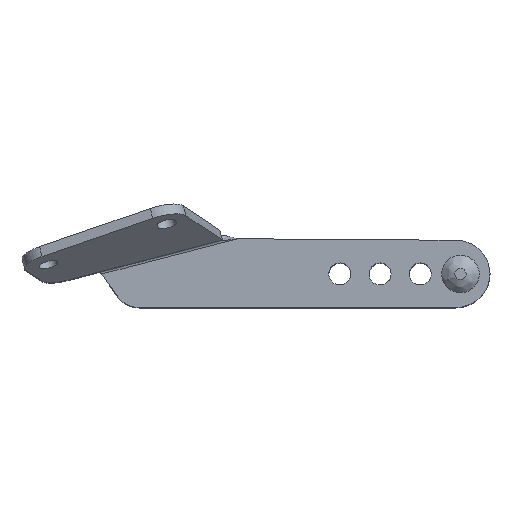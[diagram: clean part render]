
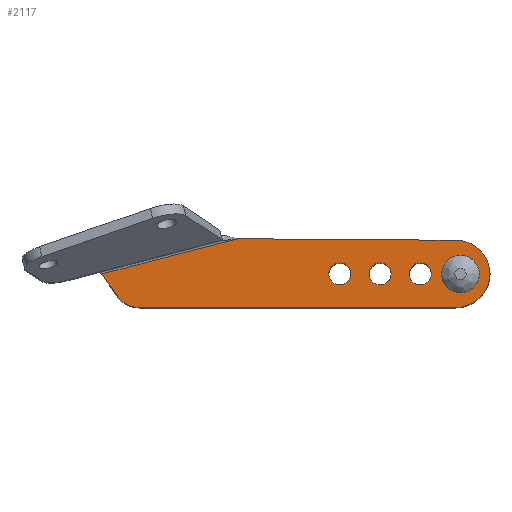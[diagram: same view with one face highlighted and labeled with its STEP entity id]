
A CAD part, top view. The second image highlights one B-rep face of the part: STEP entity #2117.
In plain terms, the highlighted free-form (B-spline) face has degree [1, 1] with [2, 2] control points.
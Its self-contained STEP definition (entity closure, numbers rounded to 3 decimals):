
#1953 = EDGE_CURVE('',#1954,#1956,#1958,.T.);
#1954 = VERTEX_POINT('',#1955);
#1955 = CARTESIAN_POINT('',(-173.606,-0.013,
    73.328));
#1956 = VERTEX_POINT('',#1957);
#1957 = CARTESIAN_POINT('',(-166.29,-10.616,
    73.328));
#1958 = B_SPLINE_CURVE_WITH_KNOTS('',1,(#1959,#1960),.UNSPECIFIED.,.F.,
  .F.,(2,2),(1.573,11.499),.PIECEWISE_BEZIER_KNOTS.);
#1959 = CARTESIAN_POINT('',(-173.606,-0.013,
    73.328));
#1960 = CARTESIAN_POINT('',(-166.29,-10.616,
    73.328));
#2117 = ADVANCED_FACE('',(#2118,#2132,#2146,#2160,#2174),#2220,.F.);
#2118 = FACE_BOUND('',#2119,.T.);
#2119 = EDGE_LOOP('',(#2120));
#2120 = ORIENTED_EDGE('',*,*,#2121,.F.);
#2121 = EDGE_CURVE('',#2122,#2122,#2124,.T.);
#2122 = VERTEX_POINT('',#2123);
#2123 = CARTESIAN_POINT('',(-56.672,-5.032,
    73.328));
#2124 = ( BOUNDED_CURVE() B_SPLINE_CURVE(2,(#2125,#2126,#2127,#2128,
#2129,#2130,#2131),.UNSPECIFIED.,.T.,.F.) B_SPLINE_CURVE_WITH_KNOTS((1,2
    ,2,2,2,1),(-2.094,0.,2.094,4.189,
6.283,8.378),.UNSPECIFIED.) CURVE() 
GEOMETRIC_REPRESENTATION_ITEM() RATIONAL_B_SPLINE_CURVE((1.,0.5,1.,0.5,
1.,0.5,1.)) REPRESENTATION_ITEM('') );
#2125 = CARTESIAN_POINT('',(-56.672,-5.032,
    73.328));
#2126 = CARTESIAN_POINT('',(-47.957,-2.034,
    73.328));
#2127 = CARTESIAN_POINT('',(-54.911,4.015,
    73.328));
#2128 = CARTESIAN_POINT('',(-61.864,10.064,
    73.328));
#2129 = CARTESIAN_POINT('',(-63.626,1.017,
    73.328));
#2130 = CARTESIAN_POINT('',(-65.388,-8.029,
    73.328));
#2131 = CARTESIAN_POINT('',(-56.672,-5.032,
    73.328));
#2132 = FACE_BOUND('',#2133,.T.);
#2133 = EDGE_LOOP('',(#2134));
#2134 = ORIENTED_EDGE('',*,*,#2135,.F.);
#2135 = EDGE_CURVE('',#2136,#2136,#2138,.T.);
#2136 = VERTEX_POINT('',#2137);
#2137 = CARTESIAN_POINT('',(1.731,-5.032,
    73.328));
#2138 = ( BOUNDED_CURVE() B_SPLINE_CURVE(2,(#2139,#2140,#2141,#2142,
#2143,#2144,#2145),.UNSPECIFIED.,.T.,.F.) B_SPLINE_CURVE_WITH_KNOTS((1,2
    ,2,2,2,1),(-2.094,0.,2.094,4.189,
6.283,8.378),.UNSPECIFIED.) CURVE() 
GEOMETRIC_REPRESENTATION_ITEM() RATIONAL_B_SPLINE_CURVE((1.,0.5,1.,0.5,
1.,0.5,1.)) REPRESENTATION_ITEM('') );
#2139 = CARTESIAN_POINT('',(1.731,-5.032,
    73.328));
#2140 = CARTESIAN_POINT('',(10.446,-2.034,
    73.328));
#2141 = CARTESIAN_POINT('',(3.492,4.015,73.328
    ));
#2142 = CARTESIAN_POINT('',(-3.461,10.064,
    73.328));
#2143 = CARTESIAN_POINT('',(-5.223,1.017,
    73.328));
#2144 = CARTESIAN_POINT('',(-6.985,-8.029,
    73.328));
#2145 = CARTESIAN_POINT('',(1.731,-5.032,
    73.328));
#2146 = FACE_BOUND('',#2147,.T.);
#2147 = EDGE_LOOP('',(#2148));
#2148 = ORIENTED_EDGE('',*,*,#2149,.F.);
#2149 = EDGE_CURVE('',#2150,#2150,#2152,.T.);
#2150 = VERTEX_POINT('',#2151);
#2151 = CARTESIAN_POINT('',(-37.205,-5.032,
    73.328));
#2152 = ( BOUNDED_CURVE() B_SPLINE_CURVE(2,(#2153,#2154,#2155,#2156,
#2157,#2158,#2159),.UNSPECIFIED.,.T.,.F.) B_SPLINE_CURVE_WITH_KNOTS((1,2
    ,2,2,2,1),(-2.094,0.,2.094,4.189,
6.283,8.378),.UNSPECIFIED.) CURVE() 
GEOMETRIC_REPRESENTATION_ITEM() RATIONAL_B_SPLINE_CURVE((1.,0.5,1.,0.5,
1.,0.5,1.)) REPRESENTATION_ITEM('') );
#2153 = CARTESIAN_POINT('',(-37.205,-5.032,
    73.328));
#2154 = CARTESIAN_POINT('',(-28.489,-2.034,
    73.328));
#2155 = CARTESIAN_POINT('',(-35.443,4.015,73.328
    ));
#2156 = CARTESIAN_POINT('',(-42.397,10.064,
    73.328));
#2157 = CARTESIAN_POINT('',(-44.158,1.017,
    73.328));
#2158 = CARTESIAN_POINT('',(-45.92,-8.029,
    73.328));
#2159 = CARTESIAN_POINT('',(-37.205,-5.032,
    73.328));
#2160 = FACE_BOUND('',#2161,.T.);
#2161 = EDGE_LOOP('',(#2162));
#2162 = ORIENTED_EDGE('',*,*,#2163,.F.);
#2163 = EDGE_CURVE('',#2164,#2164,#2166,.T.);
#2164 = VERTEX_POINT('',#2165);
#2165 = CARTESIAN_POINT('',(-17.737,-5.032,
    73.328));
#2166 = ( BOUNDED_CURVE() B_SPLINE_CURVE(2,(#2167,#2168,#2169,#2170,
#2171,#2172,#2173),.UNSPECIFIED.,.T.,.F.) B_SPLINE_CURVE_WITH_KNOTS((1,2
    ,2,2,2,1),(-2.094,0.,2.094,4.189,
6.283,8.378),.UNSPECIFIED.) CURVE() 
GEOMETRIC_REPRESENTATION_ITEM() RATIONAL_B_SPLINE_CURVE((1.,0.5,1.,0.5,
1.,0.5,1.)) REPRESENTATION_ITEM('') );
#2167 = CARTESIAN_POINT('',(-17.737,-5.032,
    73.328));
#2168 = CARTESIAN_POINT('',(-9.022,-2.034,
    73.328));
#2169 = CARTESIAN_POINT('',(-15.975,4.015,
    73.328));
#2170 = CARTESIAN_POINT('',(-22.929,10.064,
    73.328));
#2171 = CARTESIAN_POINT('',(-24.691,1.017,
    73.328));
#2172 = CARTESIAN_POINT('',(-26.452,-8.029,
    73.328));
#2173 = CARTESIAN_POINT('',(-17.737,-5.032,
    73.328));
#2174 = FACE_BOUND('',#2175,.T.);
#2175 = EDGE_LOOP('',(#2176,#2186,#2193,#2198,#2199,#2207,#2214));
#2176 = ORIENTED_EDGE('',*,*,#2177,.T.);
#2177 = EDGE_CURVE('',#2178,#2180,#2182,.T.);
#2178 = VERTEX_POINT('',#2179);
#2179 = CARTESIAN_POINT('',(14.274,0.056,
    73.328));
#2180 = VERTEX_POINT('',#2181);
#2181 = CARTESIAN_POINT('',(-2.158,16.336,
    73.328));
#2182 = ( BOUNDED_CURVE() B_SPLINE_CURVE(2,(#2183,#2184,#2185),
.UNSPECIFIED.,.F.,.F.) B_SPLINE_CURVE_WITH_KNOTS((3,3),(1.256,
2.803),.PIECEWISE_BEZIER_KNOTS.) CURVE() 
GEOMETRIC_REPRESENTATION_ITEM() RATIONAL_B_SPLINE_CURVE((1.,
0.715,1.)) REPRESENTATION_ITEM('') );
#2183 = CARTESIAN_POINT('',(14.274,0.056,
    73.328));
#2184 = CARTESIAN_POINT('',(14.012,16.225,
    73.328));
#2185 = CARTESIAN_POINT('',(-2.158,16.336,
    73.328));
#2186 = ORIENTED_EDGE('',*,*,#2187,.T.);
#2187 = EDGE_CURVE('',#2180,#2188,#2190,.T.);
#2188 = VERTEX_POINT('',#2189);
#2189 = CARTESIAN_POINT('',(-108.094,17.061,
    73.328));
#2190 = B_SPLINE_CURVE_WITH_KNOTS('',1,(#2191,#2192),.UNSPECIFIED.,.F.,
  .F.,(2,2),(-87.337,-5.71),.PIECEWISE_BEZIER_KNOTS.);
#2191 = CARTESIAN_POINT('',(-2.158,16.336,
    73.328));
#2192 = CARTESIAN_POINT('',(-108.094,17.061,
    73.328));
#2193 = ORIENTED_EDGE('',*,*,#2194,.T.);
#2194 = EDGE_CURVE('',#2188,#1954,#2195,.T.);
#2195 = B_SPLINE_CURVE_WITH_KNOTS('',1,(#2196,#2197),.UNSPECIFIED.,.F.,
  .F.,(2,2),(-0.,52.164),.PIECEWISE_BEZIER_KNOTS.);
#2196 = CARTESIAN_POINT('',(-108.094,17.061,
    73.328));
#2197 = CARTESIAN_POINT('',(-173.606,-0.013,
    73.328));
#2198 = ORIENTED_EDGE('',*,*,#1953,.T.);
#2199 = ORIENTED_EDGE('',*,*,#2200,.T.);
#2200 = EDGE_CURVE('',#1956,#2201,#2203,.T.);
#2201 = VERTEX_POINT('',#2202);
#2202 = CARTESIAN_POINT('',(-155.608,-16.223,
    73.328));
#2203 = ( BOUNDED_CURVE() B_SPLINE_CURVE(2,(#2204,#2205,#2206),
.UNSPECIFIED.,.F.,.F.) B_SPLINE_CURVE_WITH_KNOTS((3,3),(4.985,
5.952),.PIECEWISE_BEZIER_KNOTS.) CURVE() 
GEOMETRIC_REPRESENTATION_ITEM() RATIONAL_B_SPLINE_CURVE((1.,
0.885,1.)) REPRESENTATION_ITEM('') );
#2204 = CARTESIAN_POINT('',(-166.29,-10.616,
    73.328));
#2205 = CARTESIAN_POINT('',(-162.421,-16.223,
    73.328));
#2206 = CARTESIAN_POINT('',(-155.608,-16.223,
    73.328));
#2207 = ORIENTED_EDGE('',*,*,#2208,.T.);
#2208 = EDGE_CURVE('',#2201,#2209,#2211,.T.);
#2209 = VERTEX_POINT('',#2210);
#2210 = CARTESIAN_POINT('',(-2.271,-16.223,
    73.328));
#2211 = B_SPLINE_CURVE_WITH_KNOTS('',1,(#2212,#2213),.UNSPECIFIED.,.F.,
  .F.,(2,2),(5.249,123.397),.PIECEWISE_BEZIER_KNOTS.);
#2212 = CARTESIAN_POINT('',(-155.608,-16.223,
    73.328));
#2213 = CARTESIAN_POINT('',(-2.271,-16.223,
    73.328));
#2214 = ORIENTED_EDGE('',*,*,#2215,.T.);
#2215 = EDGE_CURVE('',#2209,#2178,#2216,.T.);
#2216 = ( BOUNDED_CURVE() B_SPLINE_CURVE(2,(#2217,#2218,#2219),
.UNSPECIFIED.,.F.,.F.) B_SPLINE_CURVE_WITH_KNOTS((3,3),(5.952,
7.507),.PIECEWISE_BEZIER_KNOTS.) CURVE() 
GEOMETRIC_REPRESENTATION_ITEM() RATIONAL_B_SPLINE_CURVE((1.,
0.713,1.)) REPRESENTATION_ITEM('') );
#2217 = CARTESIAN_POINT('',(-2.271,-16.223,
    73.328));
#2218 = CARTESIAN_POINT('',(14.01,-16.223,
    73.328));
#2219 = CARTESIAN_POINT('',(14.274,0.056,
    73.328));
#2220 = B_SPLINE_SURFACE_WITH_KNOTS('',1,1,(
    (#2221,#2222)
    ,(#2223,#2224
    )),.UNSPECIFIED.,.F.,.F.,.F.,(2,2),(2,2),(6.333,
    61.775),(-157.652,-20.114),
  .PIECEWISE_BEZIER_KNOTS.);
#2221 = CARTESIAN_POINT('',(-4.809,58.044,
    73.328));
#2222 = CARTESIAN_POINT('',(-173.606,-0.013,
    73.328));
#2223 = CARTESIAN_POINT('',(18.594,-9.998,
    73.328));
#2224 = CARTESIAN_POINT('',(-150.204,-68.055,
    73.328));
